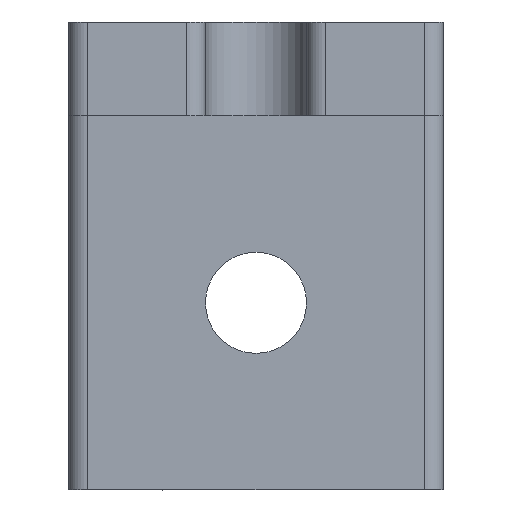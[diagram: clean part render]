
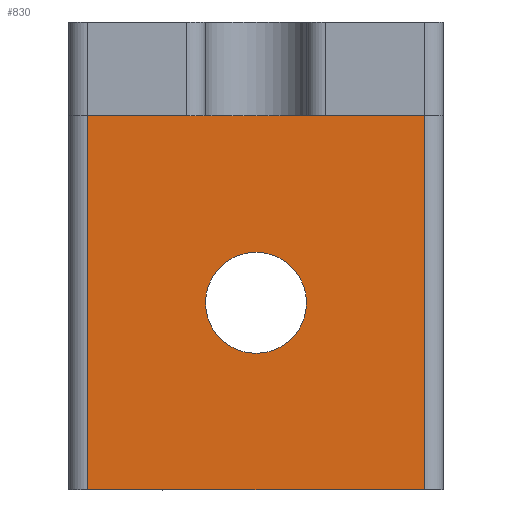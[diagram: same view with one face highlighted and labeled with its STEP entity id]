
A CAD part, front view. The second image highlights one B-rep face of the part: STEP entity #830.
In plain terms, the highlighted planar face has unit normal (0, -1, 0).
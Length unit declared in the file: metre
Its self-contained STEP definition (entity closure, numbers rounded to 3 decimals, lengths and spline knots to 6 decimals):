
#84=LINE('',#1443,#160);
#85=LINE('',#1447,#161);
#86=LINE('',#1450,#162);
#87=LINE('',#1451,#163);
#160=VECTOR('',#1044,1.);
#161=VECTOR('',#1049,1.);
#162=VECTOR('',#1050,1.);
#163=VECTOR('',#1051,1.);
#206=PLANE('',#900);
#318=ORIENTED_EDGE('',*,*,#477,.T.);
#319=ORIENTED_EDGE('',*,*,#530,.F.);
#320=ORIENTED_EDGE('',*,*,#531,.F.);
#321=ORIENTED_EDGE('',*,*,#528,.F.);
#322=ORIENTED_EDGE('',*,*,#532,.F.);
#477=EDGE_CURVE('',#596,#596,#663,.T.);
#528=EDGE_CURVE('',#631,#632,#84,.T.);
#530=EDGE_CURVE('',#633,#634,#85,.T.);
#531=EDGE_CURVE('',#632,#633,#86,.T.);
#532=EDGE_CURVE('',#634,#631,#87,.T.);
#596=VERTEX_POINT('',#1207);
#631=VERTEX_POINT('',#1442);
#632=VERTEX_POINT('',#1444);
#633=VERTEX_POINT('',#1448);
#634=VERTEX_POINT('',#1449);
#663=CIRCLE('',#878,0.0027);
#708=EDGE_LOOP('',(#318));
#709=EDGE_LOOP('',(#319,#320,#321,#322));
#762=FACE_BOUND('',#708,.T.);
#763=FACE_BOUND('',#709,.T.);
#830=ADVANCED_FACE('',(#762,#763),#206,.T.);
#878=AXIS2_PLACEMENT_3D('',#1206,#973,#974);
#900=AXIS2_PLACEMENT_3D('',#1446,#1047,#1048);
#973=DIRECTION('',(0.,1.,0.));
#974=DIRECTION('',(-1.,0.,0.));
#1044=DIRECTION('',(0.,0.,1.));
#1047=DIRECTION('',(0.,-1.,0.));
#1048=DIRECTION('',(-1.,0.,0.));
#1049=DIRECTION('',(0.,0.,-1.));
#1050=DIRECTION('',(1.,0.,0.));
#1051=DIRECTION('',(-1.,0.,0.));
#1206=CARTESIAN_POINT('',(0.105,0.722,0.106753));
#1207=CARTESIAN_POINT('',(0.1023,0.722,0.106753));
#1442=CARTESIAN_POINT('',(0.096,0.722,0.096753));
#1443=CARTESIAN_POINT('',(0.096,0.722,0.116753));
#1444=CARTESIAN_POINT('',(0.096,0.722,0.116753));
#1446=CARTESIAN_POINT('',(0.115,0.722,0.116753));
#1447=CARTESIAN_POINT('',(0.114,0.722,0.116753));
#1448=CARTESIAN_POINT('',(0.114,0.722,0.116753));
#1449=CARTESIAN_POINT('',(0.114,0.722,0.096753));
#1450=CARTESIAN_POINT('',(0.11,0.722,0.116753));
#1451=CARTESIAN_POINT('',(0.115,0.722,0.096753));
